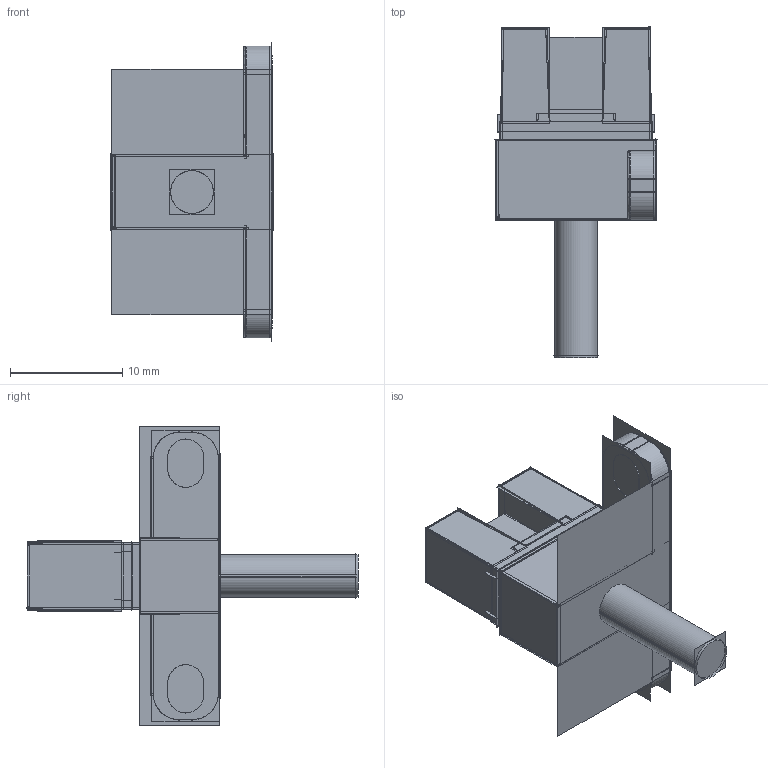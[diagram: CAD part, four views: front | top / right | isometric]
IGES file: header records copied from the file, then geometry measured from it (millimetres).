
Start section:  PTC IGES file: 240179_sm01.igs
Global section: file name: 240179_sm01.igs; native system: Creo Parametric by PTC Inc.; preprocessor: 2022414; author: banengservice; organization: Unknown; date: 20240604.105426; units: millimetre
Bounding box: 14.56 x 29.56 x 26.62 mm (x, y, z)
Volume: 1567.4 mm3; surface area: 8622.3 mm2
Topology: 1 solids, 2 shells, 882 faces, 4198 edges, 5061 vertices
Faces by surface type: bspline 704, revolution 178
